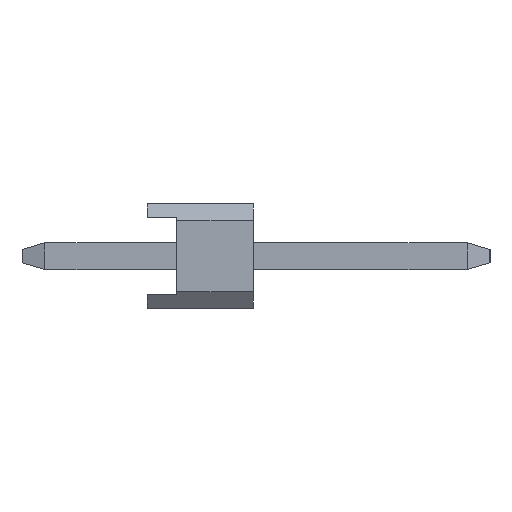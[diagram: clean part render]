
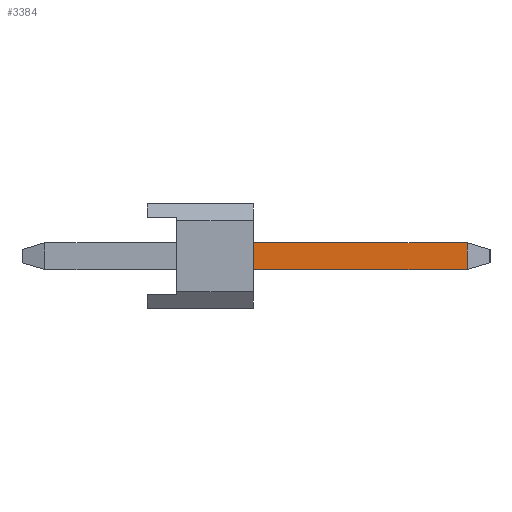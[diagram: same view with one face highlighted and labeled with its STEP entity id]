
A CAD part, left-side view. The second image highlights one B-rep face of the part: STEP entity #3384.
In plain terms, the highlighted planar face has unit normal (-1, 0, 0).
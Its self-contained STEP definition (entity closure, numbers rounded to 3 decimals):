
#2690=EDGE_CURVE('',#4746,#3062,#6463,.T.);
#3062=VERTEX_POINT('',#6873);
#3384=ADVANCED_FACE('',(#7227),#7228,.T.);
#4290=VERTEX_POINT('',#8232);
#4592=EDGE_CURVE('',#4716,#4290,#8562,.T.);
#4716=VERTEX_POINT('',#8694);
#4746=VERTEX_POINT('',#8726);
#4918=EDGE_CURVE('',#4290,#4746,#8917,.T.);
#5292=EDGE_CURVE('',#3062,#4716,#9343,.T.);
#6463=LINE('',#10961,#10962);
#6873=CARTESIAN_POINT('',(-14.29,-2.54,-0.32));
#7227=FACE_OUTER_BOUND('',#12096,.T.);
#7228=PLANE('',#12097);
#8232=CARTESIAN_POINT('',(-14.29,-7.654,0.32));
#8562=LINE('',#14030,#14031);
#8694=CARTESIAN_POINT('',(-14.29,-2.54,0.32));
#8726=CARTESIAN_POINT('',(-14.29,-7.654,-0.32));
#8917=LINE('',#14521,#14522);
#9343=LINE('',#15107,#15108);
#10961=CARTESIAN_POINT('',(-14.29,2.454,-0.32));
#10962=VECTOR('',#16367,1.0);
#12096=EDGE_LOOP('',(#17138,#17139,#17140,#17141));
#12097=AXIS2_PLACEMENT_3D('',#17142,#17143,#17144);
#14030=CARTESIAN_POINT('',(-14.29,-2.6,0.32));
#14031=VECTOR('',#18522,1.0);
#14521=CARTESIAN_POINT('',(-14.29,-7.654,0.5));
#14522=VECTOR('',#18834,1.0);
#15107=CARTESIAN_POINT('',(-14.29,-2.54,0.252));
#15108=VECTOR('',#19382,1.0);
#16367=DIRECTION('',(0.,1.0,0.));
#17138=ORIENTED_EDGE('',*,*,#5292,.F.);
#17139=ORIENTED_EDGE('',*,*,#2690,.F.);
#17140=ORIENTED_EDGE('',*,*,#4918,.F.);
#17141=ORIENTED_EDGE('',*,*,#4592,.F.);
#17142=CARTESIAN_POINT('',(-14.29,2.454,0.5));
#17143=DIRECTION('',(-1.0,0.,0.));
#17144=DIRECTION('',(0.,1.0,0.));
#18522=DIRECTION('',(0.,-1.0,0.));
#18834=DIRECTION('',(0.0,0.,-1.0));
#19382=DIRECTION('',(0.,0.,1.0));
